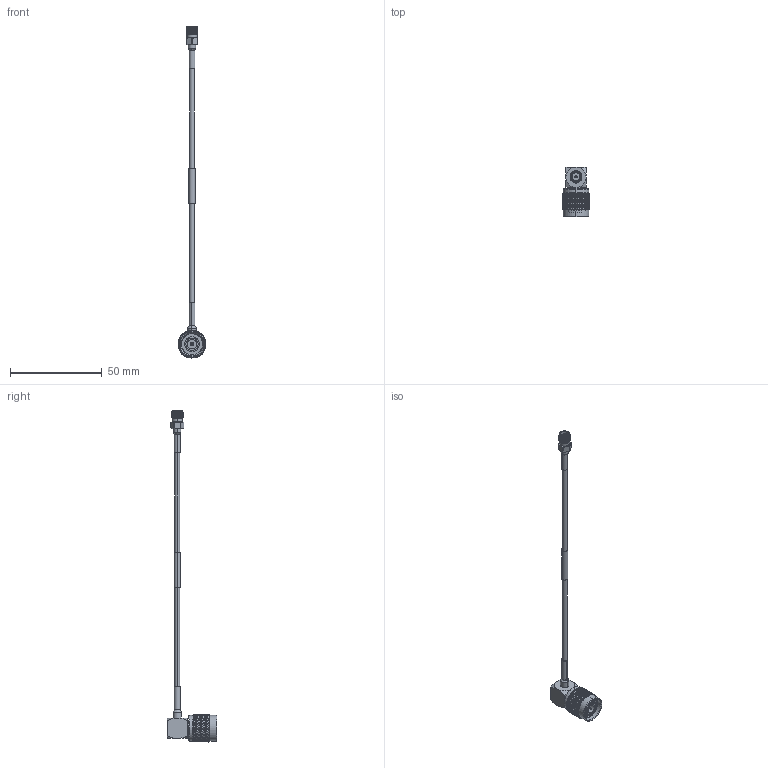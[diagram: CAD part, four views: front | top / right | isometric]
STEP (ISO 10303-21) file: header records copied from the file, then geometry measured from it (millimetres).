
FILE_DESCRIPTION (( 'STEP AP214' ), '1' );
FILE_NAME ('LCCA30629.step', '2020-05-06T20:34:13', ( '' ), ( '' ), 'SwSTEP 2.0', 'SolidWorks 2018', '' );
FILE_SCHEMA (( 'AUTOMOTIVE_DESIGN' ));
Length unit declared in the file: inch
Products named in the file (5): LCCN3060^LCCA30629_Heat Shrink; LCCN3046^LCCA30629_Heat Shrink; LC085TBJ^LCCA30629; Label^LCCA30629; LCCA30629
Assembly tree (4 placements, depth 2):
  LCCA30629
    LC085TBJ^LCCA30629
    Label^LCCA30629
    LCCN3046^LCCA30629_Heat Shrink
    LCCN3060^LCCA30629_Heat Shrink
Bounding box: 14.99 x 27 x 180.48 mm (x, y, z)
Volume: 4505.4 mm3; surface area: 4622.9 mm2
Topology: 4 solids, 5 shells, 2159 faces, 4592 edges, 2457 vertices
Faces by surface type: bspline 1610, cylinder 445, plane 59, cone 39, torus 6
Entity records: 87057 total; most frequent: CARTESIAN_POINT 57957, ORIENTED_EDGE 9184, EDGE_CURVE 4592, VERTEX_POINT 2457, EDGE_LOOP 2173, ADVANCED_FACE 2159, FACE_OUTER_BOUND 2159, B_SPLINE_CURVE_WITH_KNOTS 1976
